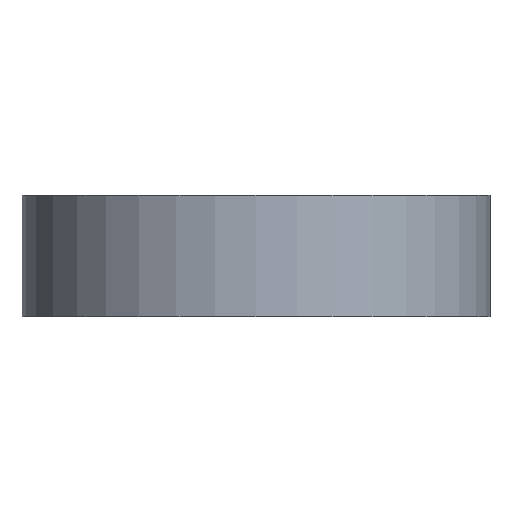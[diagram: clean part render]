
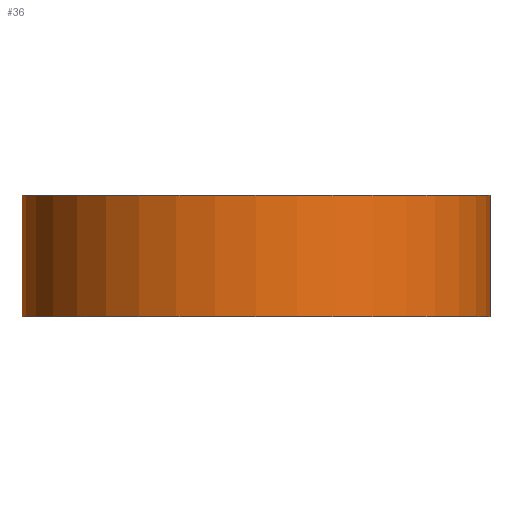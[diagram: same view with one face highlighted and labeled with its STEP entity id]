
A CAD part, front view. The second image highlights one B-rep face of the part: STEP entity #36.
In plain terms, the highlighted cylindrical face has radius 203 mm (diameter 406 mm), a full revolution.
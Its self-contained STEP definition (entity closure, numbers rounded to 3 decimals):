
#36 = ADVANCED_FACE( '', ( #73, #74 ), #75, .T. );
#73 = FACE_OUTER_BOUND( '', #112, .T. );
#74 = FACE_OUTER_BOUND( '', #113, .T. );
#75 = CYLINDRICAL_SURFACE( '', #114, 203. );
#112 = EDGE_LOOP( '', ( #149 ) );
#113 = EDGE_LOOP( '', ( #150 ) );
#114 = AXIS2_PLACEMENT_3D( '', #151, #152, #153 );
#149 = ORIENTED_EDGE( '', *, *, #191, .T. );
#150 = ORIENTED_EDGE( '', *, *, #188, .F. );
#151 = CARTESIAN_POINT( '', ( 0., 0., -52.5 ) );
#152 = DIRECTION( '', ( 0., 0., 1. ) );
#153 = DIRECTION( '', ( -1., 0., 0. ) );
#188 = EDGE_CURVE( '', #206, #206, #207, .T. );
#191 = EDGE_CURVE( '', #211, #211, #212, .T. );
#206 = VERTEX_POINT( '', #230 );
#207 = CIRCLE( '', #231, 203. );
#211 = VERTEX_POINT( '', #235 );
#212 = CIRCLE( '', #236, 203. );
#230 = CARTESIAN_POINT( '', ( -203., 0., -52.5 ) );
#231 = AXIS2_PLACEMENT_3D( '', #254, #255, #256 );
#235 = CARTESIAN_POINT( '', ( -203., 0., 52.5 ) );
#236 = AXIS2_PLACEMENT_3D( '', #260, #261, #262 );
#254 = CARTESIAN_POINT( '', ( 0., 0., -52.5 ) );
#255 = DIRECTION( '', ( 0., 0., -1. ) );
#256 = DIRECTION( '', ( -1., 0., 0. ) );
#260 = CARTESIAN_POINT( '', ( 0., 0., 52.5 ) );
#261 = DIRECTION( '', ( 0., 0., -1. ) );
#262 = DIRECTION( '', ( -1., 0., 0. ) );
